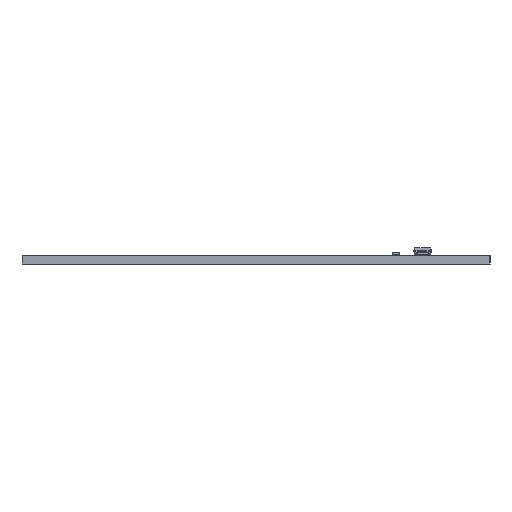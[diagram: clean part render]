
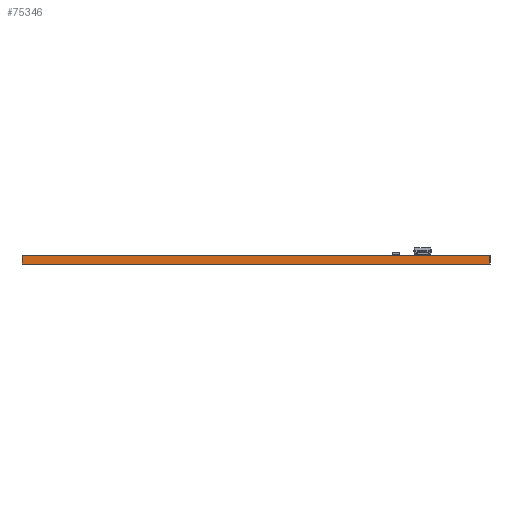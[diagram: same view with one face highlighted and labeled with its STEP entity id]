
A CAD part, left-side view. The second image highlights one B-rep face of the part: STEP entity #75346.
In plain terms, the highlighted planar face has unit normal (-1, 0, 0).
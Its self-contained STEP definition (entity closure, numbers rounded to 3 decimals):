
#75290 = VERTEX_POINT('',#75291);
#75291 = CARTESIAN_POINT('',(40.,-130.,1.51));
#75297 = EDGE_CURVE('',#75298,#75290,#75300,.T.);
#75298 = VERTEX_POINT('',#75299);
#75299 = CARTESIAN_POINT('',(40.,-130.,0.));
#75300 = LINE('',#75301,#75302);
#75301 = CARTESIAN_POINT('',(40.,-130.,0.));
#75302 = VECTOR('',#75303,1.);
#75303 = DIRECTION('',(0.,0.,1.));
#75346 = ADVANCED_FACE('',(#75347),#75372,.T.);
#75347 = FACE_BOUND('',#75348,.T.);
#75348 = EDGE_LOOP('',(#75349,#75350,#75358,#75366));
#75349 = ORIENTED_EDGE('',*,*,#75297,.T.);
#75350 = ORIENTED_EDGE('',*,*,#75351,.T.);
#75351 = EDGE_CURVE('',#75290,#75352,#75354,.T.);
#75352 = VERTEX_POINT('',#75353);
#75353 = CARTESIAN_POINT('',(40.,-50.,1.51));
#75354 = LINE('',#75355,#75356);
#75355 = CARTESIAN_POINT('',(40.,-130.,1.51));
#75356 = VECTOR('',#75357,1.);
#75357 = DIRECTION('',(0.,1.,0.));
#75358 = ORIENTED_EDGE('',*,*,#75359,.F.);
#75359 = EDGE_CURVE('',#75360,#75352,#75362,.T.);
#75360 = VERTEX_POINT('',#75361);
#75361 = CARTESIAN_POINT('',(40.,-50.,0.));
#75362 = LINE('',#75363,#75364);
#75363 = CARTESIAN_POINT('',(40.,-50.,0.));
#75364 = VECTOR('',#75365,1.);
#75365 = DIRECTION('',(0.,0.,1.));
#75366 = ORIENTED_EDGE('',*,*,#75367,.F.);
#75367 = EDGE_CURVE('',#75298,#75360,#75368,.T.);
#75368 = LINE('',#75369,#75370);
#75369 = CARTESIAN_POINT('',(40.,-130.,0.));
#75370 = VECTOR('',#75371,1.);
#75371 = DIRECTION('',(0.,1.,0.));
#75372 = PLANE('',#75373);
#75373 = AXIS2_PLACEMENT_3D('',#75374,#75375,#75376);
#75374 = CARTESIAN_POINT('',(40.,-130.,0.));
#75375 = DIRECTION('',(-1.,0.,0.));
#75376 = DIRECTION('',(0.,1.,0.));
